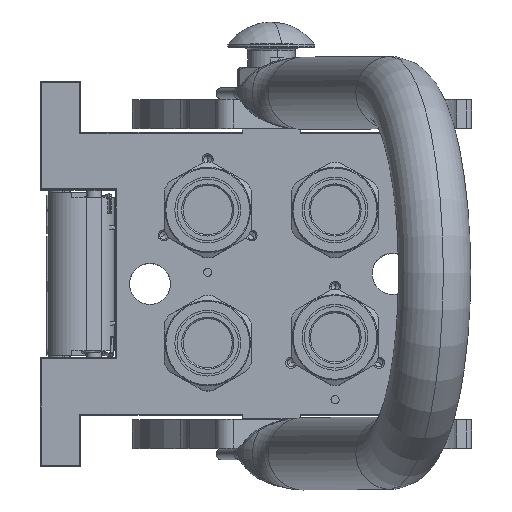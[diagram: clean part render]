
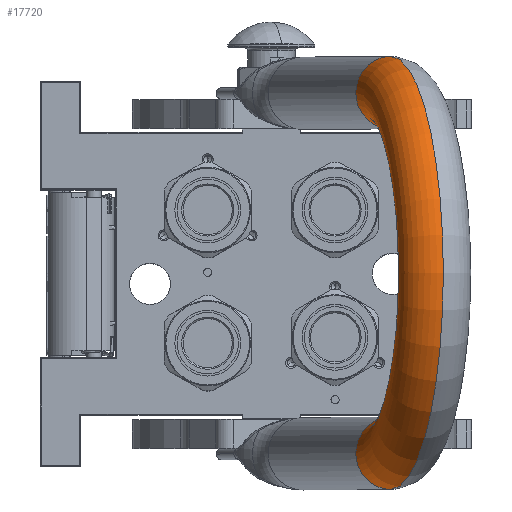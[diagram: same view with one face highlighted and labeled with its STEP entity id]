
A CAD part, top view. The second image highlights one B-rep face of the part: STEP entity #17720.
In plain terms, the highlighted toroidal (fillet/blend) face has major radius 62.25 mm and minor radius 12.5 mm.
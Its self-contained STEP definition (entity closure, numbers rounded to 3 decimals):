
#829 = EDGE_CURVE ( 'NONE', #97541, #31100, #88136, .T. ) ;
#7790 = CARTESIAN_POINT ( 'NONE',  ( -62.25, 0., 125.25 ) ) ;
#8527 = DIRECTION ( 'NONE',  ( 0., 0., -1. ) ) ;
#17720 = ADVANCED_FACE ( 'NONE', ( #99251 ), #76001, .T. ) ;
#20228 = EDGE_CURVE ( 'NONE', #39098, #97541, #30650, .T. ) ;
#23693 = ORIENTED_EDGE ( 'NONE', *, *, #20228, .F. ) ;
#30650 = CIRCLE ( 'NONE', #95198, 49.75 ) ;
#31100 = VERTEX_POINT ( 'NONE', #125725 ) ;
#31385 = CARTESIAN_POINT ( 'NONE',  ( 49.75, 0., 125.25 ) ) ;
#37832 = CARTESIAN_POINT ( 'NONE',  ( 62.25, 0., 125.25 ) ) ;
#39098 = VERTEX_POINT ( 'NONE', #42781 ) ;
#39526 = DIRECTION ( 'NONE',  ( -1., 0., 0. ) ) ;
#42781 = CARTESIAN_POINT ( 'NONE',  ( -49.75, 0., 125.25 ) ) ;
#54123 = DIRECTION ( 'NONE',  ( 0., 1., 0. ) ) ;
#54737 = ORIENTED_EDGE ( 'NONE', *, *, #120117, .T. ) ;
#57843 = DIRECTION ( 'NONE',  ( 1., 0., 0. ) ) ;
#57972 = EDGE_CURVE ( 'NONE', #39098, #95192, #91156, .T. ) ;
#58984 = CARTESIAN_POINT ( 'NONE',  ( 0., 0., 125.25 ) ) ;
#64352 = CIRCLE ( 'NONE', #113030, 74.75 ) ;
#67243 = AXIS2_PLACEMENT_3D ( 'NONE', #37832, #8527, #105673 ) ;
#76001 = TOROIDAL_SURFACE ( 'NONE', #116547, 62.25, 12.5 ) ;
#77525 = AXIS2_PLACEMENT_3D ( 'NONE', #7790, #96263, #57843 ) ;
#83961 = CARTESIAN_POINT ( 'NONE',  ( 0., 0., 125.25 ) ) ;
#88136 = CIRCLE ( 'NONE', #67243, 12.5 ) ;
#89592 = DIRECTION ( 'NONE',  ( 0., 1., 0. ) ) ;
#91156 = CIRCLE ( 'NONE', #77525, 12.5 ) ;
#92642 = DIRECTION ( 'NONE',  ( 0., 1., 0. ) ) ;
#93958 = DIRECTION ( 'NONE',  ( -1., 0., 0. ) ) ;
#94231 = CARTESIAN_POINT ( 'NONE',  ( 0., 0., 125.25 ) ) ;
#95192 = VERTEX_POINT ( 'NONE', #107308 ) ;
#95198 = AXIS2_PLACEMENT_3D ( 'NONE', #58984, #89592, #39526 ) ;
#96263 = DIRECTION ( 'NONE',  ( 0., 0., 1. ) ) ;
#97541 = VERTEX_POINT ( 'NONE', #31385 ) ;
#99251 = FACE_OUTER_BOUND ( 'NONE', #124730, .T. ) ;
#105673 = DIRECTION ( 'NONE',  ( -1., 0., 0. ) ) ;
#106606 = ORIENTED_EDGE ( 'NONE', *, *, #829, .F. ) ;
#107308 = CARTESIAN_POINT ( 'NONE',  ( -74.75, 0., 125.25 ) ) ;
#109374 = ORIENTED_EDGE ( 'NONE', *, *, #57972, .T. ) ;
#113030 = AXIS2_PLACEMENT_3D ( 'NONE', #83961, #92642, #93958 ) ;
#113240 = DIRECTION ( 'NONE',  ( 1., 0., 0. ) ) ;
#116547 = AXIS2_PLACEMENT_3D ( 'NONE', #94231, #54123, #113240 ) ;
#120117 = EDGE_CURVE ( 'NONE', #95192, #31100, #64352, .T. ) ;
#124730 = EDGE_LOOP ( 'NONE', ( #54737, #106606, #23693, #109374 ) ) ;
#125725 = CARTESIAN_POINT ( 'NONE',  ( 74.75, 0., 125.25 ) ) ;
